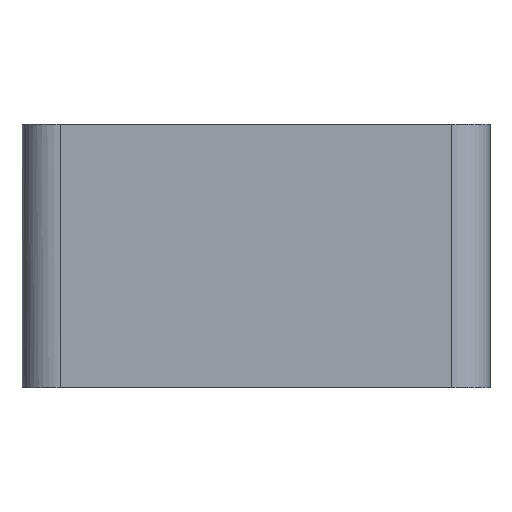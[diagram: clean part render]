
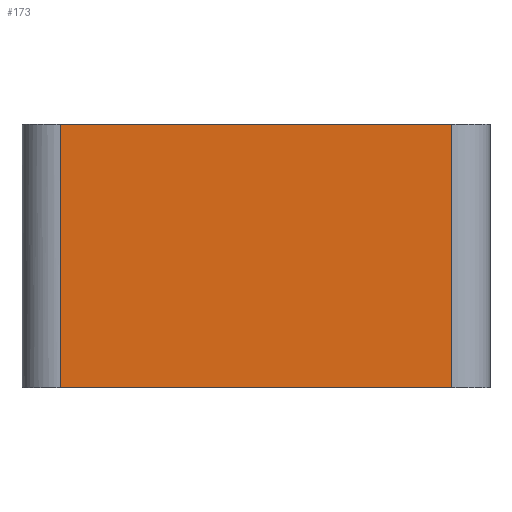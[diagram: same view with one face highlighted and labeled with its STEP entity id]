
A CAD part, front view. The second image highlights one B-rep face of the part: STEP entity #173.
In plain terms, the highlighted free-form (B-spline) face has degree [1, 1] with [2, 2] control points.
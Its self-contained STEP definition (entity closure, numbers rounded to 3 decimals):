
#173=ADVANCED_FACE('',(#393),#3246,.T.);
#393=FACE_OUTER_BOUND('',#643,.T.);
#643=EDGE_LOOP('',(#1340,#1341,#1342,#1343));
#1340=ORIENTED_EDGE('',*,*,#2324,.F.);
#1341=ORIENTED_EDGE('',*,*,#2325,.F.);
#1342=ORIENTED_EDGE('',*,*,#2321,.F.);
#1343=ORIENTED_EDGE('',*,*,#2323,.F.);
#2321=EDGE_CURVE('',#2862,#2863,#3706,.T.);
#2323=EDGE_CURVE('',#2864,#2862,#3707,.T.);
#2324=EDGE_CURVE('',#2865,#2864,#3708,.T.);
#2325=EDGE_CURVE('',#2863,#2865,#3709,.T.);
#2862=VERTEX_POINT('',#5965);
#2863=VERTEX_POINT('',#5966);
#2864=VERTEX_POINT('',#5967);
#2865=VERTEX_POINT('',#5968);
#3246=B_SPLINE_SURFACE_WITH_KNOTS('',1,1,((#5883,#5884),(#5885,#5886)),.UNSPECIFIED.,
.F.,.F.,.F.,(2,2),(2,2),(-205.,0.),(-137.,1.),.UNSPECIFIED.);
#3706=B_SPLINE_CURVE_WITH_KNOTS('',1,(#5790,#5791),.UNSPECIFIED.,.F.,.F.,
(2,2),(-138.,0.),.UNSPECIFIED.);
#3707=B_SPLINE_CURVE_WITH_KNOTS('',1,(#5797,#5798),.UNSPECIFIED.,.F.,.F.,
(2,2),(-205.,0.),.UNSPECIFIED.);
#3708=B_SPLINE_CURVE_WITH_KNOTS('',1,(#5799,#5800),.UNSPECIFIED.,.F.,.F.,
(2,2),(0.,138.),.UNSPECIFIED.);
#3709=B_SPLINE_CURVE_WITH_KNOTS('',1,(#5801,#5802),.UNSPECIFIED.,.F.,.F.,
(2,2),(0.,205.),.UNSPECIFIED.);
#5790=CARTESIAN_POINT('',(67.5,-2.797,-68.7));
#5791=CARTESIAN_POINT('',(67.5,-2.797,69.3));
#5797=CARTESIAN_POINT('',(272.5,-2.797,-68.7));
#5798=CARTESIAN_POINT('',(67.5,-2.797,-68.7));
#5799=CARTESIAN_POINT('',(272.5,-2.797,69.3));
#5800=CARTESIAN_POINT('',(272.5,-2.797,-68.7));
#5801=CARTESIAN_POINT('',(67.5,-2.797,69.3));
#5802=CARTESIAN_POINT('',(272.5,-2.797,69.3));
#5883=CARTESIAN_POINT('',(272.5,-2.797,69.3));
#5884=CARTESIAN_POINT('',(272.5,-2.797,-68.7));
#5885=CARTESIAN_POINT('',(67.5,-2.797,69.3));
#5886=CARTESIAN_POINT('',(67.5,-2.797,-68.7));
#5965=CARTESIAN_POINT('',(67.5,-2.797,-68.7));
#5966=CARTESIAN_POINT('',(67.5,-2.797,69.3));
#5967=CARTESIAN_POINT('',(272.5,-2.797,-68.7));
#5968=CARTESIAN_POINT('',(272.5,-2.797,69.3));
